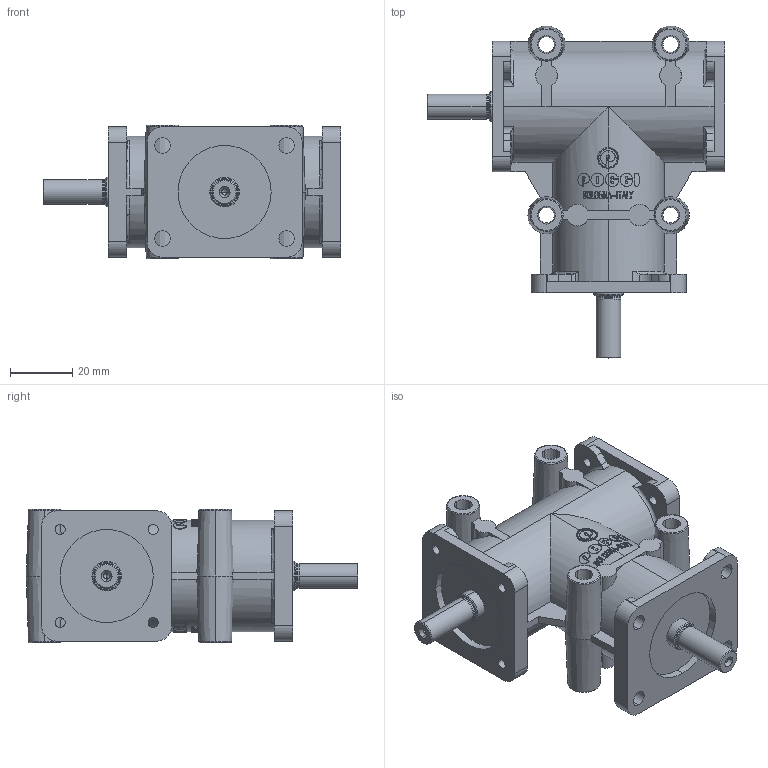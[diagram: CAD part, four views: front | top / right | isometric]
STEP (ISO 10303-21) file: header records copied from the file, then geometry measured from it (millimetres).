
FILE_DESCRIPTION(('STEP AP214'),'1');
FILE_NAME('182000121.stp','2017-10-10T10:46:26',('TraceParts'),('TraceParts S.A.'),'Spatial InterOp 3D',' ',' ');
FILE_SCHEMA(('automotive_design'));
Length unit declared in the file: millimetre
Products named in the file (1): 182000121
Bounding box: 96 x 106.98 x 43 mm (x, y, z)
Volume: 145970.2 mm3; surface area: 32881.8 mm2
Topology: 1 solids, 1 shells, 793 faces, 2152 edges, 1412 vertices
Faces by surface type: plane 263, bspline 236, cylinder 206, cone 52, torus 36
Entity records: 46806 total; most frequent: CARTESIAN_POINT 23292, ORIENTED_EDGE 4296, DIRECTION 2394, EDGE_CURVE 2148, VERTEX_POINT 1412, B_SPLINE_CURVE_WITH_KNOTS 1300, AXIS2_PLACEMENT_3D 988, EDGE_LOOP 880
